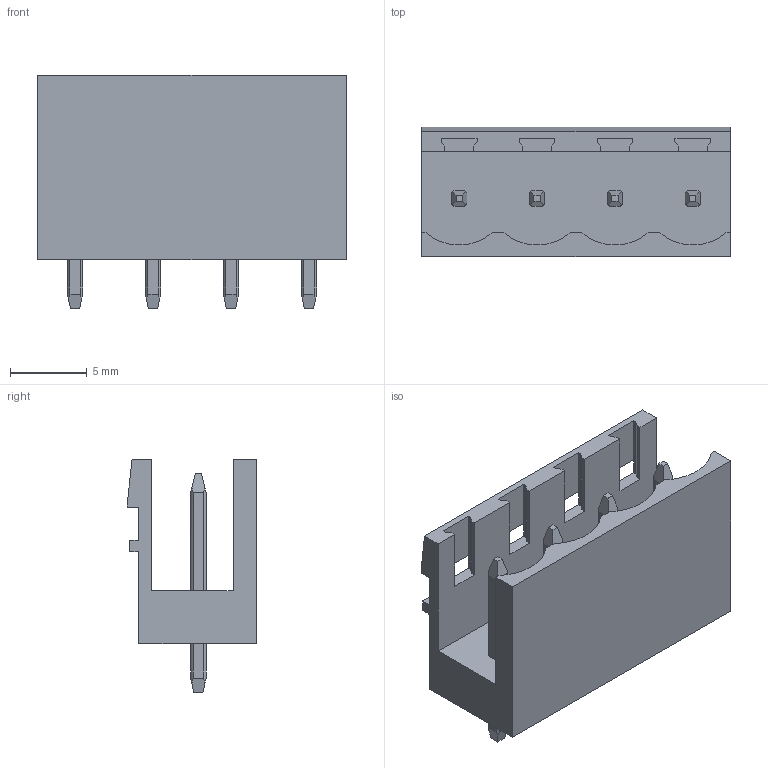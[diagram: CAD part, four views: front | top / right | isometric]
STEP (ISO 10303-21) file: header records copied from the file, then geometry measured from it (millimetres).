
FILE_DESCRIPTION((''),'2;1');
FILE_NAME('WEIDMULLER_1146380000.stp','2012-01-18T10:05:08',(''),(''),'Mechanical Desktop 2011','Mechanical Desktop 2011',', , ');
FILE_SCHEMA(('AUTOMOTIVE_DESIGN { 1 2 10303 214 1 1 1 1 }'));
Length unit declared in the file: millimetre
Products named in the file (1): Product
Bounding box: 20.12 x 8.43 x 15.2 mm (x, y, z)
Volume: 915.9 mm3; surface area: 1474.6 mm2
Topology: 9 solids, 9 shells, 171 faces, 475 edges, 314 vertices
Faces by surface type: plane 109, cylinder 38, bspline 24
Entity records: 5513 total; most frequent: CARTESIAN_POINT 1033, ORIENTED_EDGE 950, DIRECTION 879, EDGE_CURVE 475, VECTOR 367, LINE 367, VERTEX_POINT 314, AXIS2_PLACEMENT_3D 256
